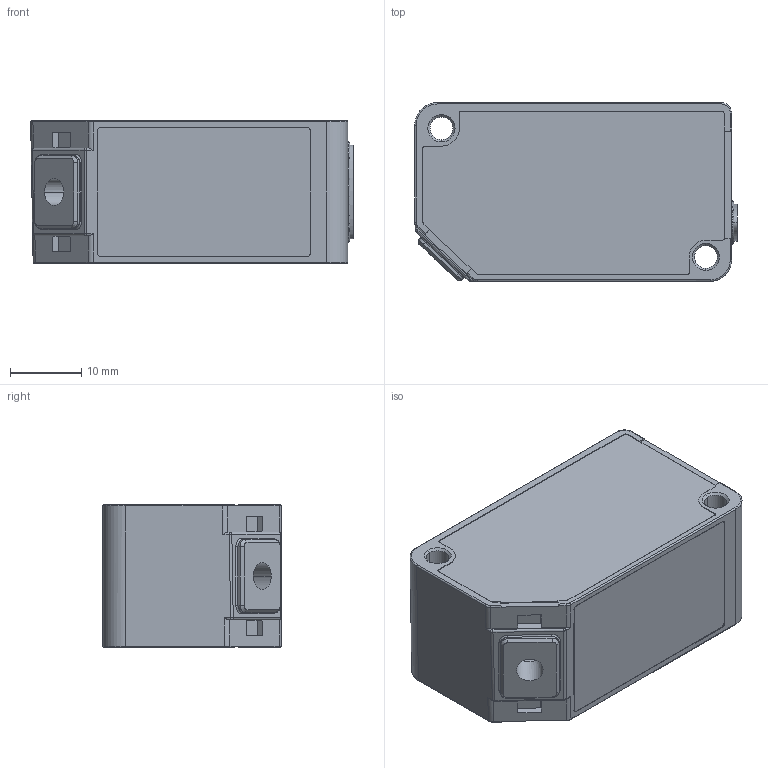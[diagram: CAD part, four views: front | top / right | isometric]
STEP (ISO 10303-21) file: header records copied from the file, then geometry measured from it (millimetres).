
FILE_DESCRIPTION(/* description */ (''),/* implementation_level */ '2;1');
FILE_NAME(/* name */ 'LC-S100-3d.stp',/* time_stamp */ '2019-05-31T13:14:03+08:00',/* author */ (''),/* organization */ (''),/* preprocessor_version */ 'ST-DEVELOPER v14',/* originating_system */ 'SIEMENS PLM Software NX 8.0',/* authorisation */ '');
FILE_SCHEMA (('AP203_CONFIGURATION_CONTROLLED_3D_DESIGN_OF_MECHANICAL_PARTS_AND_ASSEMBLIES_MIM_LF { 1 0 10303 403 2 1 2}'));
Bounding box: 45.15 x 25 x 20 mm (x, y, z)
Volume: 6883.5 mm3; surface area: 10440.1 mm2
Topology: 1 solids, 2 shells, 383 faces, 1042 edges, 677 vertices
Faces by surface type: plane 196, cylinder 126, bspline 33, cone 20, torus 8
Entity records: 14958 total; most frequent: CRTPNT 5339, ORNEDG 2084, DRCTN 1818, EDGCRV 1042, VRTPNT 677, LINE 628, VECTOR 628, A2PL3D 595
